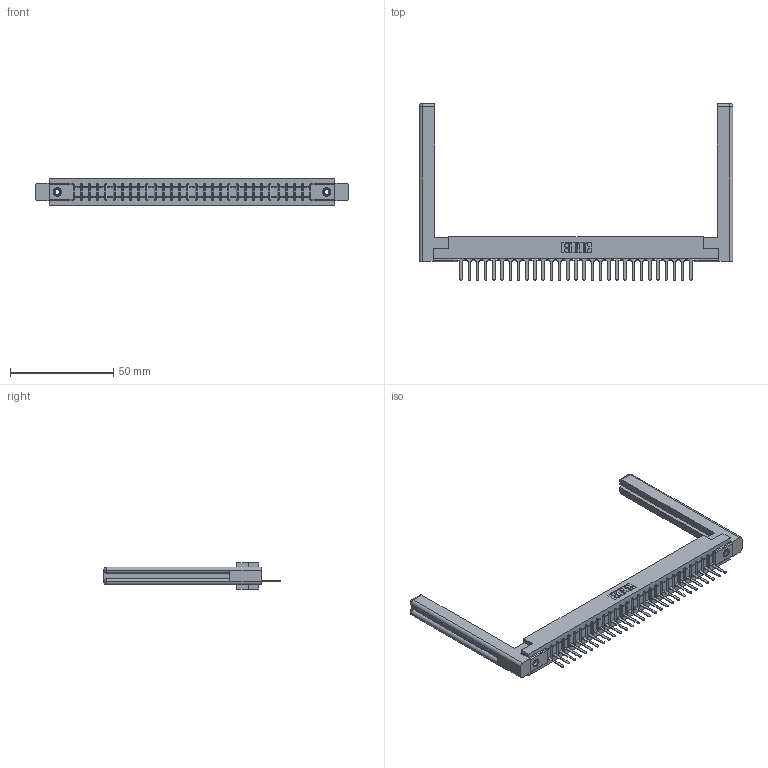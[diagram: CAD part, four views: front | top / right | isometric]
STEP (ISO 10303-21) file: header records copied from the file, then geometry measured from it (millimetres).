
FILE_DESCRIPTION (( 'STEP AP203' ), '1' );
FILE_NAME ('307-029-527-158.STEP', '2019-09-03T23:23:03', ( '' ), ( '' ), 'SwSTEP 2.0', 'SolidWorks 2016', '' );
FILE_SCHEMA (( 'CONFIG_CONTROL_DESIGN' ));
Length unit declared in the file: inch
Products named in the file (5): 307-290-001_527; 345-250-001_345-250-001-102; 307 Part_.156 Dia Mounting Holes; 307-029-527-158; 307-220-058
Assembly tree (34 placements, depth 2):
  307-029-527-158
    307 Part_.156 Dia Mounting Holes
    307-290-001_527  x29
    307-220-058  x2
    345-250-001_345-250-001-102  x2
Bounding box: 151.54 x 85.42 x 12.7 mm (x, y, z)
Volume: 22839.7 mm3; surface area: 21713.5 mm2
Topology: 34 solids, 34 shells, 1914 faces, 5375 edges, 3450 vertices
Faces by surface type: plane 1227, cylinder 603, sphere 60, torus 12, cone 12
Entity records: 29065 total; most frequent: CARTESIAN_POINT 4899, ORIENTED_EDGE 4824, DIRECTION 4732, EDGE_CURVE 2412, LINE 1842, VECTOR 1842, VERTEX_POINT 1558, AXIS2_PLACEMENT_3D 1445
